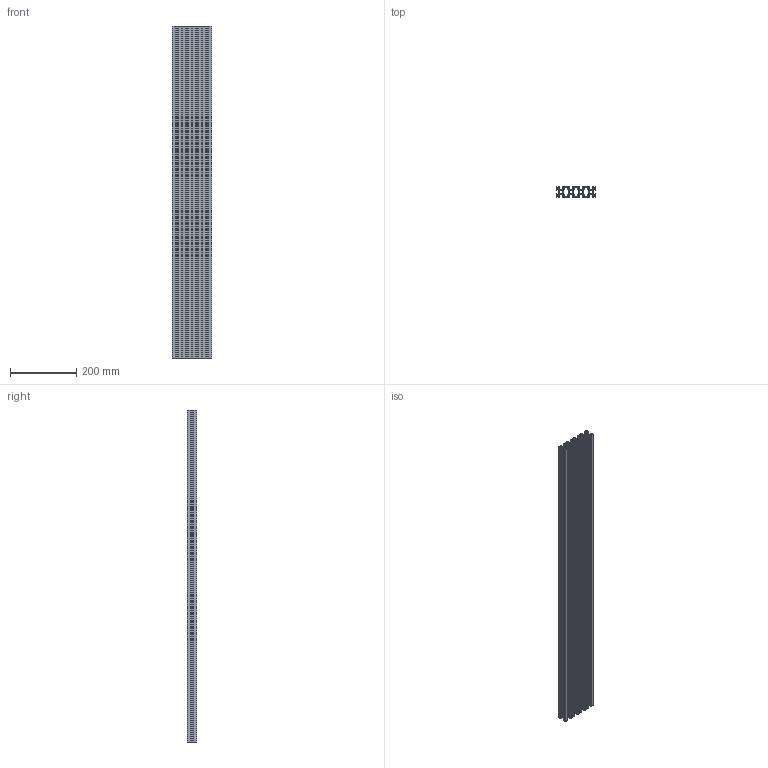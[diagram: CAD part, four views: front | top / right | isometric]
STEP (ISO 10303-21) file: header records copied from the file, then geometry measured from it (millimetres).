
FILE_DESCRIPTION (( 'STEP AP214' ), '1' );
FILE_NAME ('3312 Êîíñòðóêöèîííûé ïðîôèëü 30õ120.STEP', '2014-12-18T13:46:20', ( 'XTreme.ws' ), ( 'XTreme.ws' ), 'SwSTEP 2.0', 'SolidWorks 2014', '' );
FILE_SCHEMA (( 'AUTOMOTIVE_DESIGN' ));
Length unit declared in the file: millimetre
Products named in the file (2): 3312 Êîíñòðóêöèîííûé ïðîôèëü 30õ120
Bounding box: 120 x 30 x 1000 mm (x, y, z)
Volume: 1026098.6 mm3; surface area: 1022399.4 mm2
Topology: 1 solids, 1 shells, 526 faces, 1572 edges, 1048 vertices
Faces by surface type: cylinder 290, plane 236
Entity records: 17989 total; most frequent: DIRECTION 3208, CARTESIAN_POINT 3148, ORIENTED_EDGE 3144, EDGE_CURVE 1572, AXIS2_PLACEMENT_3D 1108, VERTEX_POINT 1048, VECTOR 992, LINE 992
